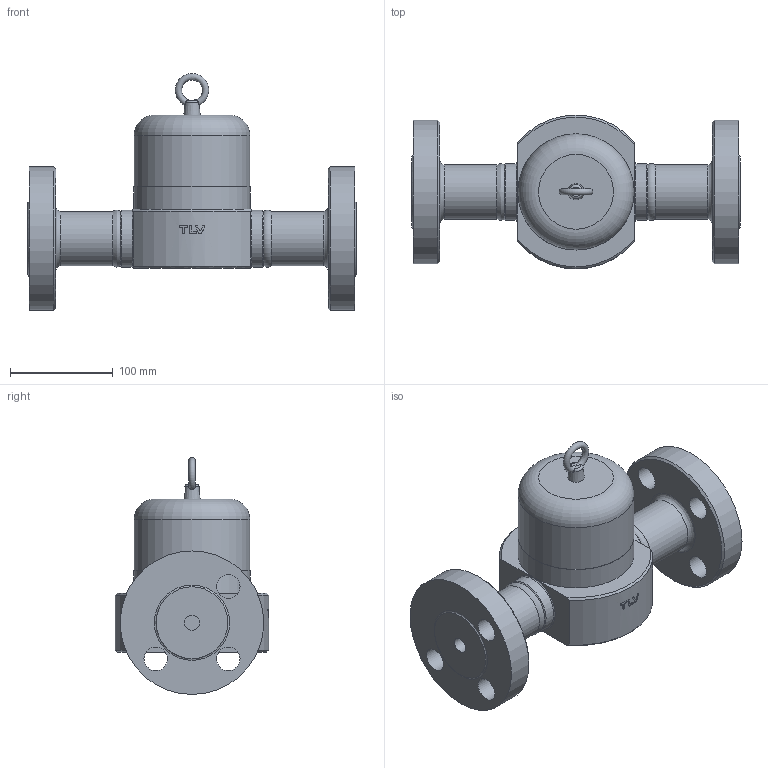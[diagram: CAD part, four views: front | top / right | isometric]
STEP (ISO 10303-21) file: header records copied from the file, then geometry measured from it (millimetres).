
FILE_DESCRIPTION((''),'2;1');
FILE_NAME('hr15a-025-jis63-00.stp','2010-11-04T16:13:31',('nakaot'),(''),'Autodesk Inventor 2008','Autodesk Inventor 2008','');
FILE_SCHEMA(('AUTOMOTIVE_DESIGN { 1 0 10303 214 1 1 1 1 }'));
Length unit declared in the file: millimetre
Products named in the file (1): hr15a-025-jis63-00
Bounding box: 320 x 150 x 231.09 mm (x, y, z)
Volume: 2820796.6 mm3; surface area: 203505.1 mm2
Topology: 1 solids, 3 shells, 93 faces, 218 edges, 142 vertices
Faces by surface type: bspline 36, plane 26, cylinder 17, cone 9, torus 5
Full cylindrical faces by diameter (mm): 15 x1, 23 x3, 33.9 x1, 53 x1, 55.5 x2, 110.8 x1, 113 x1, 113.4 x1, 140 x1
Entity records: 7670 total; most frequent: CARTESIAN_POINT 5881, ORIENTED_EDGE 340, DIRECTION 302, EDGE_CURVE 170, EDGE_LOOP 155, AXIS2_PLACEMENT_3D 131, VERTEX_POINT 129, FACE_OUTER_BOUND 93
